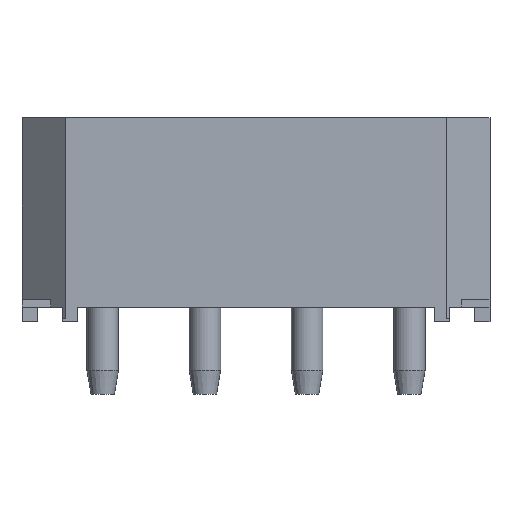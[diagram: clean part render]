
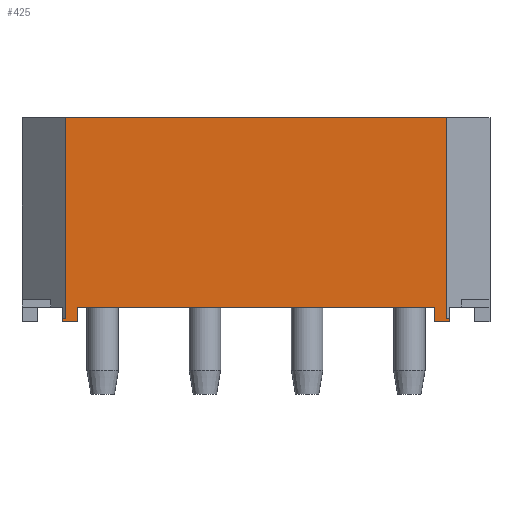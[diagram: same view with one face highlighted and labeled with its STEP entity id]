
A CAD part, front view. The second image highlights one B-rep face of the part: STEP entity #425.
In plain terms, the highlighted planar face has unit normal (0, -1, 0).
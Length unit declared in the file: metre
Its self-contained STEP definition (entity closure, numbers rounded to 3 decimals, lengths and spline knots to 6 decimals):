
#425 = ADVANCED_FACE( '', ( #1244 ), #1245, .T. );
#435 = EDGE_CURVE( '', #1262, #1263, #1264, .T. );
#595 = EDGE_CURVE( '', #1533, #1534, #1535, .T. );
#735 = EDGE_CURVE( '', #1757, #1758, #1759, .T. );
#737 = EDGE_CURVE( '', #1761, #1263, #1762, .T. );
#803 = EDGE_CURVE( '', #1534, #1604, #1859, .T. );
#849 = EDGE_CURVE( '', #1758, #1533, #1923, .T. );
#929 = EDGE_CURVE( '', #1475, #1757, #2027, .T. );
#983 = EDGE_CURVE( '', #1631, #1262, #2098, .T. );
#993 = EDGE_CURVE( '', #1604, #1631, #2113, .T. );
#1043 = EDGE_CURVE( '', #1761, #2038, #2179, .T. );
#1153 = EDGE_CURVE( '', #2038, #2115, #2316, .T. );
#1193 = EDGE_CURVE( '', #2115, #1475, #2364, .T. );
#1244 = FACE_OUTER_BOUND( '', #2407, .T. );
#1245 = PLANE( '', #2408 );
#1262 = VERTEX_POINT( '', #2431 );
#1263 = VERTEX_POINT( '', #2432 );
#1264 = LINE( '', #2433, #2434 );
#1475 = VERTEX_POINT( '', #2817 );
#1533 = VERTEX_POINT( '', #2894 );
#1534 = VERTEX_POINT( '', #2895 );
#1535 = LINE( '', #2896, #2897 );
#1604 = VERTEX_POINT( '', #3005 );
#1631 = VERTEX_POINT( '', #3038 );
#1757 = VERTEX_POINT( '', #3216 );
#1758 = VERTEX_POINT( '', #3217 );
#1759 = LINE( '', #3218, #3219 );
#1761 = VERTEX_POINT( '', #3222 );
#1762 = LINE( '', #3223, #3224 );
#1859 = LINE( '', #3367, #3368 );
#1923 = LINE( '', #3468, #3469 );
#2027 = LINE( '', #3686, #3687 );
#2038 = VERTEX_POINT( '', #3715 );
#2098 = LINE( '', #3821, #3822 );
#2113 = LINE( '', #3841, #3842 );
#2115 = VERTEX_POINT( '', #3845 );
#2179 = LINE( '', #3975, #3976 );
#2316 = LINE( '', #4214, #4215 );
#2364 = LINE( '', #4303, #4304 );
#2407 = EDGE_LOOP( '', ( #4368, #4369, #4370, #4371, #4372, #4373, #4374, #4375, #4376, #4377, #4378, #4379 ) );
#2408 = AXIS2_PLACEMENT_3D( '', #4380, #4381, #4382 );
#2431 = CARTESIAN_POINT( '', ( 0.009479, -0.00414, 0.00016 ) );
#2432 = CARTESIAN_POINT( '', ( 0.009479, -0.00414, 0.01016 ) );
#2433 = CARTESIAN_POINT( '', ( 0.009479, -0.00414, 0.01016 ) );
#2434 = VECTOR( '', #4395, 1. );
#2817 = CARTESIAN_POINT( '', ( -0.00963, -0.00414, 0. ) );
#2894 = CARTESIAN_POINT( '', ( 0.00887, -0.00414, 0.00074 ) );
#2895 = CARTESIAN_POINT( '', ( 0.00887, -0.00414, 0. ) );
#2896 = CARTESIAN_POINT( '', ( 0.00887, -0.00414, 0. ) );
#2897 = VECTOR( '', #4621, 1. );
#3005 = CARTESIAN_POINT( '', ( 0.00963, -0.00414, 0. ) );
#3038 = CARTESIAN_POINT( '', ( 0.00963, -0.00414, 0.00016 ) );
#3216 = CARTESIAN_POINT( '', ( -0.00887, -0.00414, 0. ) );
#3217 = CARTESIAN_POINT( '', ( -0.00887, -0.00414, 0.00074 ) );
#3218 = CARTESIAN_POINT( '', ( -0.00887, -0.00414, 0. ) );
#3219 = VECTOR( '', #4949, 1. );
#3222 = CARTESIAN_POINT( '', ( -0.009479, -0.00414, 0.01016 ) );
#3223 = CARTESIAN_POINT( '', ( 0., -0.00414, 0.01016 ) );
#3224 = VECTOR( '', #4950, 1. );
#3367 = CARTESIAN_POINT( '', ( -0.01163, -0.00414, 0. ) );
#3368 = VECTOR( '', #5083, 1. );
#3468 = CARTESIAN_POINT( '', ( -0.01163, -0.00414, 0.00074 ) );
#3469 = VECTOR( '', #5174, 1. );
#3686 = CARTESIAN_POINT( '', ( -0.01163, -0.00414, 0. ) );
#3687 = VECTOR( '', #5292, 1. );
#3715 = CARTESIAN_POINT( '', ( -0.009479, -0.00414, 0.00016 ) );
#3821 = CARTESIAN_POINT( '', ( -0.01163, -0.00414, 0.00016 ) );
#3822 = VECTOR( '', #5400, 1. );
#3841 = CARTESIAN_POINT( '', ( 0.00963, -0.00414, 0. ) );
#3842 = VECTOR( '', #5429, 1. );
#3845 = CARTESIAN_POINT( '', ( -0.00963, -0.00414, 0.00016 ) );
#3975 = CARTESIAN_POINT( '', ( -0.009479, -0.00414, 0. ) );
#3976 = VECTOR( '', #5527, 1. );
#4214 = CARTESIAN_POINT( '', ( -0.01163, -0.00414, 0.00016 ) );
#4215 = VECTOR( '', #5712, 1. );
#4303 = CARTESIAN_POINT( '', ( -0.00963, -0.00414, 0. ) );
#4304 = VECTOR( '', #5768, 1. );
#4368 = ORIENTED_EDGE( '', *, *, #1043, .T. );
#4369 = ORIENTED_EDGE( '', *, *, #1153, .T. );
#4370 = ORIENTED_EDGE( '', *, *, #1193, .T. );
#4371 = ORIENTED_EDGE( '', *, *, #929, .T. );
#4372 = ORIENTED_EDGE( '', *, *, #735, .T. );
#4373 = ORIENTED_EDGE( '', *, *, #849, .T. );
#4374 = ORIENTED_EDGE( '', *, *, #595, .T. );
#4375 = ORIENTED_EDGE( '', *, *, #803, .T. );
#4376 = ORIENTED_EDGE( '', *, *, #993, .T. );
#4377 = ORIENTED_EDGE( '', *, *, #983, .T. );
#4378 = ORIENTED_EDGE( '', *, *, #435, .T. );
#4379 = ORIENTED_EDGE( '', *, *, #737, .F. );
#4380 = CARTESIAN_POINT( '', ( -0.01163, -0.00414, 0. ) );
#4381 = DIRECTION( '', ( 0., -1., 0. ) );
#4382 = DIRECTION( '', ( 0., 0., -1. ) );
#4395 = DIRECTION( '', ( 0., 0., 1. ) );
#4621 = DIRECTION( '', ( 0., 0., -1. ) );
#4949 = DIRECTION( '', ( 0., 0., 1. ) );
#4950 = DIRECTION( '', ( 1., 0., 0. ) );
#5083 = DIRECTION( '', ( 1., 0., 0. ) );
#5174 = DIRECTION( '', ( 1., 0., 0. ) );
#5292 = DIRECTION( '', ( 1., 0., 0. ) );
#5400 = DIRECTION( '', ( -1., 0., 0. ) );
#5429 = DIRECTION( '', ( 0., 0., 1. ) );
#5527 = DIRECTION( '', ( 0., 0., -1. ) );
#5712 = DIRECTION( '', ( -1., 0., 0. ) );
#5768 = DIRECTION( '', ( 0., 0., -1. ) );
